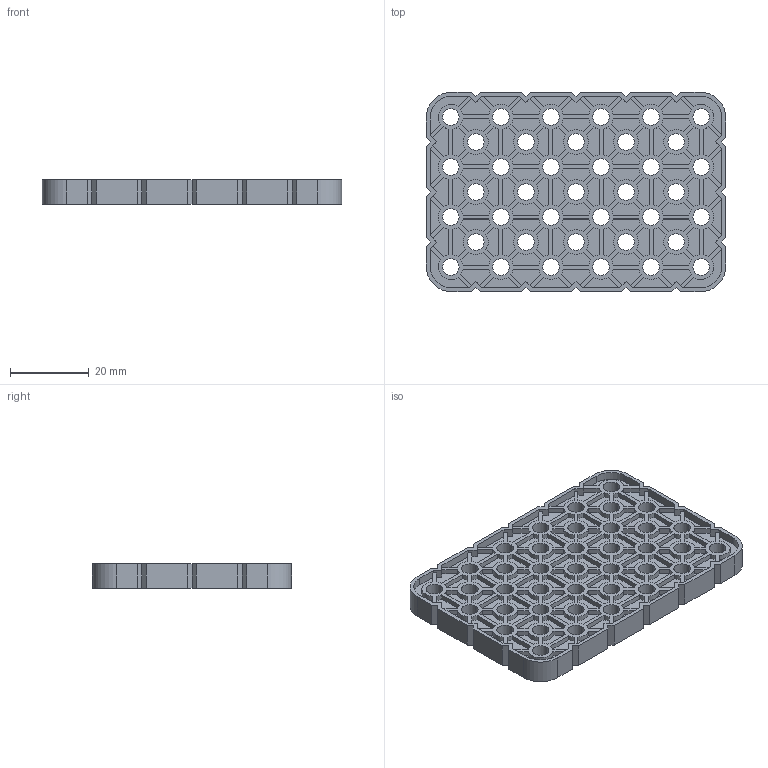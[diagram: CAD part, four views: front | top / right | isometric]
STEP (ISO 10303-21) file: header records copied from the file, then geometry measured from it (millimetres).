
FILE_DESCRIPTION (( 'STEP AP214' ), '1' );
FILE_NAME ('228-2500-042.STEP', '2014-03-06T17:47:36', ( '' ), ( '' ), 'SwSTEP 2.0', 'SolidWorks 2013', '' );
FILE_SCHEMA (( 'AUTOMOTIVE_DESIGN' ));
Length unit declared in the file: millimetre
Products named in the file (1): 228-2500-042
Bounding box: 75.9 x 50.5 x 6.1 mm (x, y, z)
Volume: 10652.4 mm3; surface area: 15503.3 mm2
Topology: 1 solids, 1 shells, 1448 faces, 3972 edges, 2648 vertices
Faces by surface type: plane 864, cylinder 584
Entity records: 46294 total; most frequent: CARTESIAN_POINT 8069, DIRECTION 8038, ORIENTED_EDGE 7944, EDGE_CURVE 3972, VECTOR 2804, LINE 2804, VERTEX_POINT 2648, AXIS2_PLACEMENT_3D 2617
